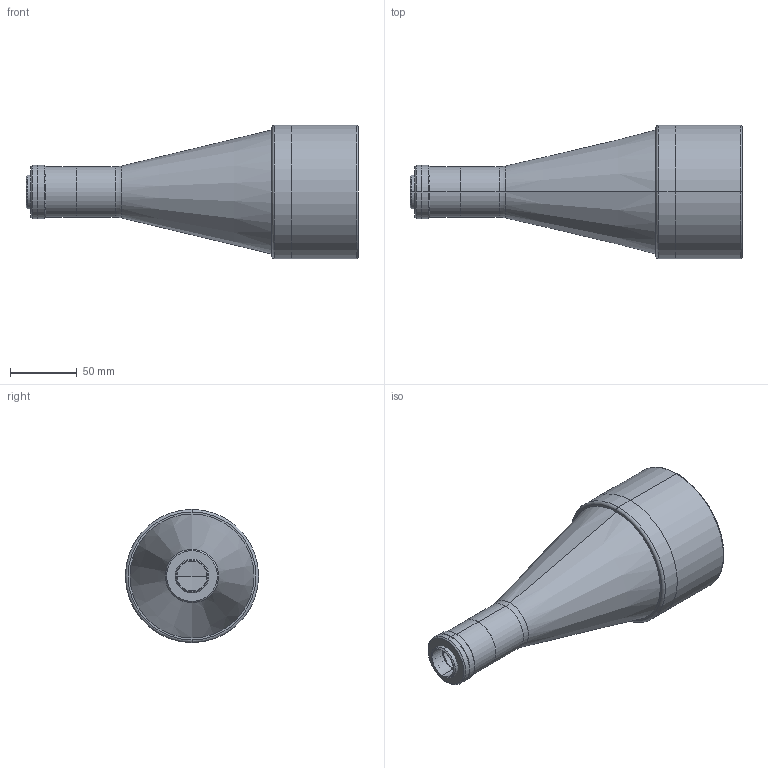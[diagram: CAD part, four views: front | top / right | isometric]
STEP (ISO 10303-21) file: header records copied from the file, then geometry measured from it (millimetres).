
FILE_DESCRIPTION (( 'STEP AP214' ), '1' );
FILE_NAME ('23064.STEP', '2012-12-12T08:19:11', ( '--' ), ( '' ), 'SwSTEP 2.0', 'SolidWorks 2012', '' );
FILE_SCHEMA (( 'AUTOMOTIVE_DESIGN' ));
Length unit declared in the file: millimetre
Products named in the file (1): 23064
Bounding box: 249.14 x 100 x 100 mm (x, y, z)
Surface area: 78215.8 mm2 (no closed solid volume)
Topology: 0 solids, 10 shells, 69 faces, 184 edges, 128 vertices
Faces by surface type: cylinder 28, plane 20, cone 13, torus 6, sphere 2
Entity records: 3004 total; most frequent: DIRECTION 445, CARTESIAN_POINT 394, ORIENTED_EDGE 306, AXIS2_PLACEMENT_3D 195, EDGE_CURVE 184, VERTEX_POINT 128, CIRCLE 125, EDGE_LOOP 90
